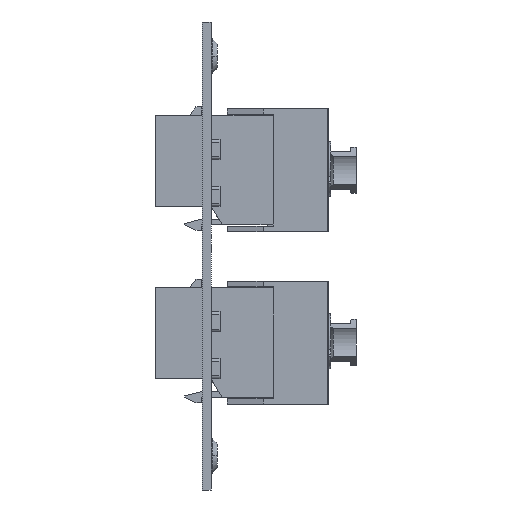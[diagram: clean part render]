
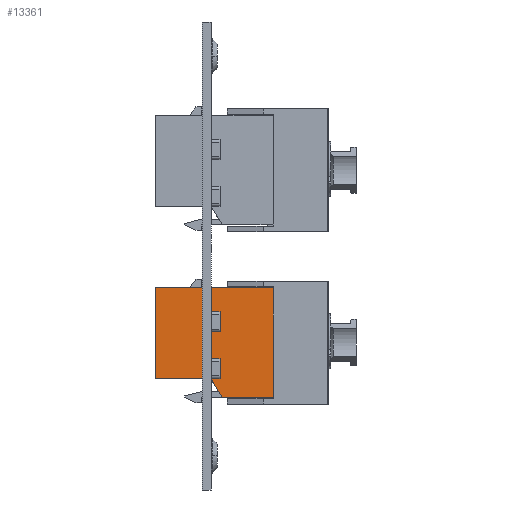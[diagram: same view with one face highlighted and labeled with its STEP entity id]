
A CAD part, left-side view. The second image highlights one B-rep face of the part: STEP entity #13361.
In plain terms, the highlighted face is planar.
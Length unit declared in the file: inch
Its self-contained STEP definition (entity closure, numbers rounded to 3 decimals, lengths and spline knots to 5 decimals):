
#6 = VECTOR ( 'NONE', #12600, 39.37008 ) ;
#659 = VECTOR ( 'NONE', #5251, 39.37008 ) ;
#709 = DIRECTION ( 'NONE',  ( 0., -1., 0. ) ) ;
#712 = CARTESIAN_POINT ( 'NONE',  ( 0.285, -0.01, 0.385 ) ) ;
#788 = EDGE_LOOP ( 'NONE', ( #18233, #5116, #18652, #9967 ) ) ;
#789 = CARTESIAN_POINT ( 'NONE',  ( 0.285, -0.01, 0.385 ) ) ;
#1146 = CARTESIAN_POINT ( 'NONE',  ( 0.285, 0.314, 0.385 ) ) ;
#1406 = VECTOR ( 'NONE', #14247, 39.37008 ) ;
#1426 = EDGE_LOOP ( 'NONE', ( #3019, #18787, #5428, #14272, #18320, #5831 ) ) ;
#1776 = CARTESIAN_POINT ( 'NONE',  ( 0.285, 0.314, 0.382 ) ) ;
#1796 = CARTESIAN_POINT ( 'NONE',  ( 0.285, 0.314, 0. ) ) ;
#1910 = CARTESIAN_POINT ( 'NONE',  ( 0.285, -0.149, 0.385 ) ) ;
#1938 = VERTEX_POINT ( 'NONE', #17236 ) ;
#2019 = EDGE_CURVE ( 'NONE', #8283, #18111, #14133, .T. ) ;
#2045 = VERTEX_POINT ( 'NONE', #17409 ) ;
#2147 = EDGE_CURVE ( 'NONE', #8963, #10753, #19541, .T. ) ;
#2505 = CARTESIAN_POINT ( 'NONE',  ( 0.285, -0.01, 0.445 ) ) ;
#2600 = ORIENTED_EDGE ( 'NONE', *, *, #11891, .F. ) ;
#2654 = DIRECTION ( 'NONE',  ( 0., 1., 0. ) ) ;
#2928 = EDGE_CURVE ( 'NONE', #14992, #1938, #6812, .T. ) ;
#2966 = VERTEX_POINT ( 'NONE', #7418 ) ;
#3019 = ORIENTED_EDGE ( 'NONE', *, *, #12995, .T. ) ;
#3121 = EDGE_CURVE ( 'NONE', #4543, #4986, #5563, .T. ) ;
#3198 = LINE ( 'NONE', #1776, #6 ) ;
#3267 = VECTOR ( 'NONE', #13452, 39.37008 ) ;
#3989 = VECTOR ( 'NONE', #20269, 39.37008 ) ;
#4363 = LINE ( 'NONE', #11068, #11237 ) ;
#4543 = VERTEX_POINT ( 'NONE', #5756 ) ;
#4771 = CARTESIAN_POINT ( 'NONE',  ( 0.285, 0.442, 0.722 ) ) ;
#4979 = AXIS2_PLACEMENT_3D ( 'NONE', #18404, #12223, #16847 ) ;
#4986 = VERTEX_POINT ( 'NONE', #6681 ) ;
#5064 = FACE_BOUND ( 'NONE', #17154, .T. ) ;
#5116 = ORIENTED_EDGE ( 'NONE', *, *, #15077, .F. ) ;
#5249 = VECTOR ( 'NONE', #5957, 39.37008 ) ;
#5251 = DIRECTION ( 'NONE',  ( 0., 0., -1. ) ) ;
#5416 = ORIENTED_EDGE ( 'NONE', *, *, #8748, .F. ) ;
#5419 = CARTESIAN_POINT ( 'NONE',  ( 0.285, 0.314, 0.445 ) ) ;
#5428 = ORIENTED_EDGE ( 'NONE', *, *, #15321, .T. ) ;
#5563 = LINE ( 'NONE', #5419, #6787 ) ;
#5590 = CARTESIAN_POINT ( 'NONE',  ( 0.285, 0.442, 0.462 ) ) ;
#5617 = EDGE_CURVE ( 'NONE', #2966, #15916, #6706, .T. ) ;
#5717 = VECTOR ( 'NONE', #11370, 39.37008 ) ;
#5756 = CARTESIAN_POINT ( 'NONE',  ( 0.285, 0.314, 0.445 ) ) ;
#5793 = LINE ( 'NONE', #11303, #659 ) ;
#5831 = ORIENTED_EDGE ( 'NONE', *, *, #9920, .T. ) ;
#5957 = DIRECTION ( 'NONE',  ( 0., 1., 0. ) ) ;
#6022 = FACE_OUTER_BOUND ( 'NONE', #1426, .T. ) ;
#6681 = CARTESIAN_POINT ( 'NONE',  ( 0.285, 0.175, 0.445 ) ) ;
#6706 = LINE ( 'NONE', #8515, #7435 ) ;
#6787 = VECTOR ( 'NONE', #709, 39.37008 ) ;
#6812 = LINE ( 'NONE', #1146, #19826 ) ;
#7418 = CARTESIAN_POINT ( 'NONE',  ( 0.285, 0.314, 0.382 ) ) ;
#7435 = VECTOR ( 'NONE', #19510, 39.37008 ) ;
#7690 = EDGE_CURVE ( 'NONE', #17847, #18111, #9859, .T. ) ;
#7712 = CARTESIAN_POINT ( 'NONE',  ( 0.285, 0.314, 0.385 ) ) ;
#7913 = LINE ( 'NONE', #7712, #3989 ) ;
#8208 = DIRECTION ( 'NONE',  ( 0., 0., -1. ) ) ;
#8283 = VERTEX_POINT ( 'NONE', #5590 ) ;
#8515 = CARTESIAN_POINT ( 'NONE',  ( 0.285, 0.314, 0.382 ) ) ;
#8724 = VECTOR ( 'NONE', #8208, 39.37008 ) ;
#8748 = EDGE_CURVE ( 'NONE', #10753, #13868, #14827, .T. ) ;
#8845 = CARTESIAN_POINT ( 'NONE',  ( 0.285, 0.175, 0.385 ) ) ;
#8963 = VERTEX_POINT ( 'NONE', #9781 ) ;
#9552 = ORIENTED_EDGE ( 'NONE', *, *, #2147, .F. ) ;
#9781 = CARTESIAN_POINT ( 'NONE',  ( 0.285, -0.149, 0.445 ) ) ;
#9859 = LINE ( 'NONE', #17744, #5717 ) ;
#9920 = EDGE_CURVE ( 'NONE', #17847, #2045, #5793, .T. ) ;
#9967 = ORIENTED_EDGE ( 'NONE', *, *, #18616, .F. ) ;
#10206 = FACE_BOUND ( 'NONE', #788, .T. ) ;
#10286 = VERTEX_POINT ( 'NONE', #2505 ) ;
#10332 = LINE ( 'NONE', #12128, #14018 ) ;
#10753 = VERTEX_POINT ( 'NONE', #19132 ) ;
#11068 = CARTESIAN_POINT ( 'NONE',  ( 0.285, 0.314, 0. ) ) ;
#11237 = VECTOR ( 'NONE', #14885, 39.37008 ) ;
#11303 = CARTESIAN_POINT ( 'NONE',  ( 0.285, -0.314, 0.382 ) ) ;
#11370 = DIRECTION ( 'NONE',  ( 0., 1., 0. ) ) ;
#11708 = EDGE_CURVE ( 'NONE', #13868, #10286, #19955, .T. ) ;
#11891 = EDGE_CURVE ( 'NONE', #10286, #8963, #19894, .T. ) ;
#12128 = CARTESIAN_POINT ( 'NONE',  ( 0.285, 0.175, 0.385 ) ) ;
#12223 = DIRECTION ( 'NONE',  ( -1., 0., 0. ) ) ;
#12600 = DIRECTION ( 'NONE',  ( 0., 0.848, 0.53 ) ) ;
#12995 = EDGE_CURVE ( 'NONE', #2045, #15916, #4363, .T. ) ;
#13361 = ADVANCED_FACE ( 'NONE', ( #10206, #6022, #5064 ), #15226, .F. ) ;
#13452 = DIRECTION ( 'NONE',  ( 0., 0., 1. ) ) ;
#13686 = CARTESIAN_POINT ( 'NONE',  ( 0.285, 0.442, 0.868 ) ) ;
#13868 = VERTEX_POINT ( 'NONE', #789 ) ;
#14018 = VECTOR ( 'NONE', #20031, 39.37008 ) ;
#14133 = LINE ( 'NONE', #4771, #1406 ) ;
#14247 = DIRECTION ( 'NONE',  ( 0., 0., 1. ) ) ;
#14272 = ORIENTED_EDGE ( 'NONE', *, *, #2019, .T. ) ;
#14827 = LINE ( 'NONE', #19850, #5249 ) ;
#14885 = DIRECTION ( 'NONE',  ( 0., 1., 0. ) ) ;
#14992 = VERTEX_POINT ( 'NONE', #8845 ) ;
#15077 = EDGE_CURVE ( 'NONE', #4986, #14992, #10332, .T. ) ;
#15226 = PLANE ( 'NONE',  #4979 ) ;
#15321 = EDGE_CURVE ( 'NONE', #2966, #8283, #3198, .T. ) ;
#15737 = VECTOR ( 'NONE', #18785, 39.37008 ) ;
#15916 = VERTEX_POINT ( 'NONE', #1796 ) ;
#16847 = DIRECTION ( 'NONE',  ( 0., -1., 0. ) ) ;
#17154 = EDGE_LOOP ( 'NONE', ( #5416, #9552, #2600, #19453 ) ) ;
#17236 = CARTESIAN_POINT ( 'NONE',  ( 0.285, 0.314, 0.385 ) ) ;
#17409 = CARTESIAN_POINT ( 'NONE',  ( 0.285, -0.314, 0. ) ) ;
#17744 = CARTESIAN_POINT ( 'NONE',  ( 0.285, 0.442, 0.868 ) ) ;
#17847 = VERTEX_POINT ( 'NONE', #20336 ) ;
#18111 = VERTEX_POINT ( 'NONE', #13686 ) ;
#18233 = ORIENTED_EDGE ( 'NONE', *, *, #2928, .F. ) ;
#18320 = ORIENTED_EDGE ( 'NONE', *, *, #7690, .F. ) ;
#18404 = CARTESIAN_POINT ( 'NONE',  ( 0.285, 0.314, 0.382 ) ) ;
#18616 = EDGE_CURVE ( 'NONE', #1938, #4543, #7913, .T. ) ;
#18652 = ORIENTED_EDGE ( 'NONE', *, *, #3121, .F. ) ;
#18785 = DIRECTION ( 'NONE',  ( 0., -1., 0. ) ) ;
#18787 = ORIENTED_EDGE ( 'NONE', *, *, #5617, .F. ) ;
#19132 = CARTESIAN_POINT ( 'NONE',  ( 0.285, -0.149, 0.385 ) ) ;
#19453 = ORIENTED_EDGE ( 'NONE', *, *, #11708, .F. ) ;
#19510 = DIRECTION ( 'NONE',  ( 0., 0., -1. ) ) ;
#19541 = LINE ( 'NONE', #1910, #8724 ) ;
#19826 = VECTOR ( 'NONE', #2654, 39.37008 ) ;
#19850 = CARTESIAN_POINT ( 'NONE',  ( 0.285, -0.01, 0.385 ) ) ;
#19894 = LINE ( 'NONE', #20301, #15737 ) ;
#19955 = LINE ( 'NONE', #712, #3267 ) ;
#20031 = DIRECTION ( 'NONE',  ( 0., 0., -1. ) ) ;
#20269 = DIRECTION ( 'NONE',  ( 0., 0., 1. ) ) ;
#20301 = CARTESIAN_POINT ( 'NONE',  ( 0.285, -0.01, 0.445 ) ) ;
#20336 = CARTESIAN_POINT ( 'NONE',  ( 0.285, -0.314, 0.868 ) ) ;
